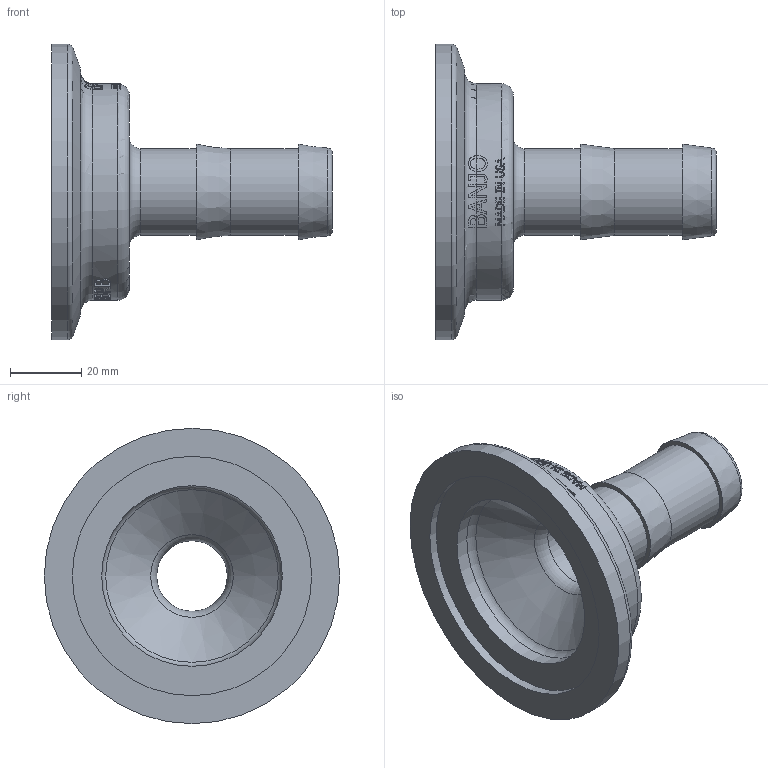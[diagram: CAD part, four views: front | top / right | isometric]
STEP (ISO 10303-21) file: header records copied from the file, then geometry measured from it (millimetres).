
FILE_DESCRIPTION(/* description */ ('2" FP FLANGE X 1" HOSE BARB'),/* implementation_level */ '2;1');
FILE_NAME(/* name */ 'M220100BRB.stp',/* time_stamp */ '2018-07-30T09:17:57-04:00',/* author */ ('DLC'),/* organization */ (''),/* preprocessor_version */ 'ST-DEVELOPER v17',/* originating_system */ 'Autodesk Inventor 2018',/* authorisation */ '');
FILE_SCHEMA (('AUTOMOTIVE_DESIGN { 1 0 10303 214 3 1 1 }'));
Length unit declared in the file: inch
Products named in the file (2): M220100BRB; M220100BRBU
Assembly tree (1 placements, depth 2):
  M220100BRB
    M220100BRBU
Bounding box: 78.99 x 83.06 x 83.06 mm (x, y, z)
Volume: 58318.2 mm3; surface area: 24211 mm2
Topology: 1 solids, 1 shells, 448 faces, 1283 edges, 863 vertices
Faces by surface type: plane 196, bspline 159, cylinder 54, torus 35, cone 4
Full cylindrical faces by diameter (mm): 19.812 x1, 24.384 x2, 50.8 x1, 60.96 x1, 67.31 x1, 83.058 x1
Entity records: 18262 total; most frequent: CARTESIAN_POINT 7411, ORIENTED_EDGE 2566, DIRECTION 1803, EDGE_CURVE 1283, VERTEX_POINT 863, AXIS2_PLACEMENT_3D 661, LINE 481, VECTOR 481
